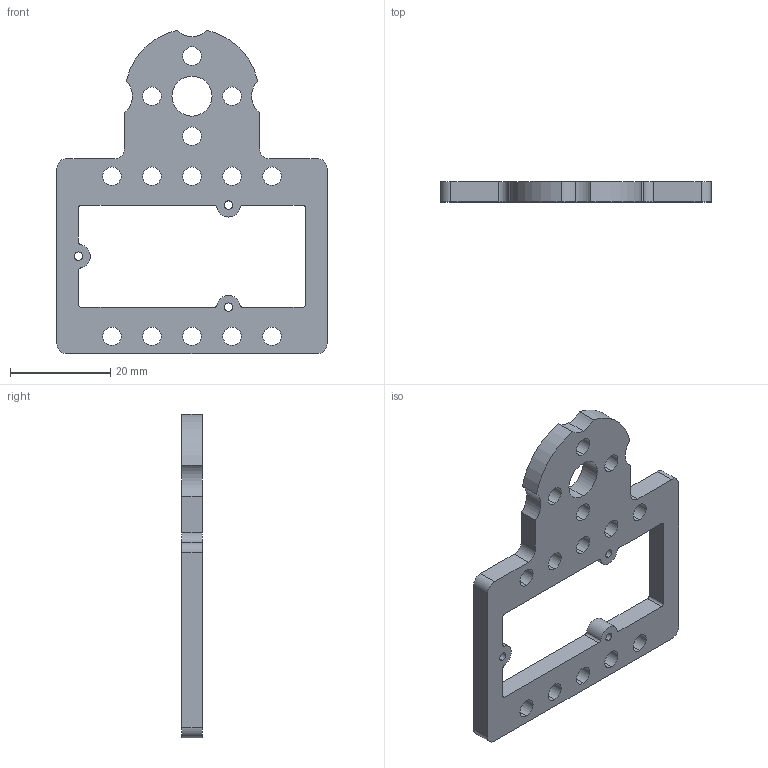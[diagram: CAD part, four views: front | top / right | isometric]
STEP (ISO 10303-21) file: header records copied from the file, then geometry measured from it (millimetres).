
FILE_DESCRIPTION (( 'STEP AP214' ), '1' );
FILE_NAME ('43077_TXM-GROVE SENSOR LARGE.STEP', '2018-07-30T18:59:32', ( '' ), ( '' ), 'SwSTEP 2.0', 'SolidWorks 2016', '' );
FILE_SCHEMA (( 'AUTOMOTIVE_DESIGN' ));
Length unit declared in the file: inch
Products named in the file (1): 43077_TXM-GROVE SENSOR LARGE
Bounding box: 54 x 4 x 64.67 mm (x, y, z)
Volume: 6404.2 mm3; surface area: 5463.3 mm2
Topology: 1 solids, 1 shells, 78 faces, 228 edges, 152 vertices
Faces by surface type: cylinder 62, plane 16
Entity records: 2772 total; most frequent: DIRECTION 510, CARTESIAN_POINT 459, ORIENTED_EDGE 456, EDGE_CURVE 228, AXIS2_PLACEMENT_3D 203, VERTEX_POINT 152, CIRCLE 124, EDGE_LOOP 116
